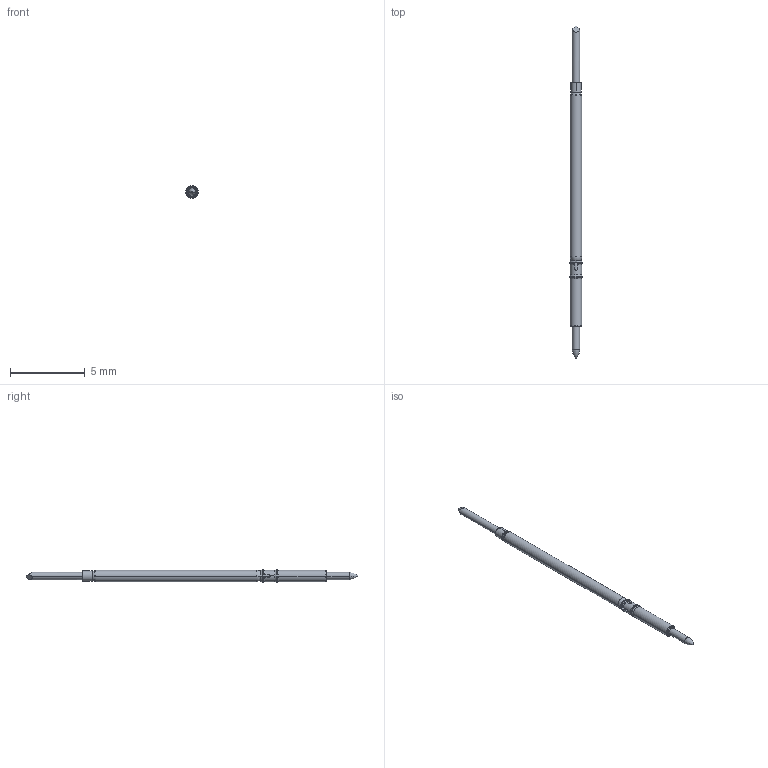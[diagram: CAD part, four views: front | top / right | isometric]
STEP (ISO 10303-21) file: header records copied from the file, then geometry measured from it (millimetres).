
FILE_DESCRIPTION (( 'STEP AP214' ), '1' );
FILE_NAME ('X39-TDS3-10.STEP', '2016-03-29T14:37:19', ( 'spare' ), ( '' ), 'SwSTEP 2.0', 'SolidWorks 2016', '' );
FILE_SCHEMA (( 'AUTOMOTIVE_DESIGN' ));
Length unit declared in the file: inch
Products named in the file (1): X39-TDS3-10
Bounding box: 0.85 x 22.25 x 0.85 mm (x, y, z)
Volume: 8.5 mm3; surface area: 50.8 mm2
Topology: 1 solids, 2 shells, 88 faces, 217 edges, 133 vertices
Faces by surface type: cylinder 26, torus 22, plane 20, cone 20
Entity records: 4087 total; most frequent: CARTESIAN_POINT 860, DIRECTION 438, ORIENTED_EDGE 430, EDGE_CURVE 215, AXIS2_PLACEMENT_3D 183, VERTEX_POINT 133, CIRCLE 94, LENGTH_MEASURE_WITH_UNIT 91
